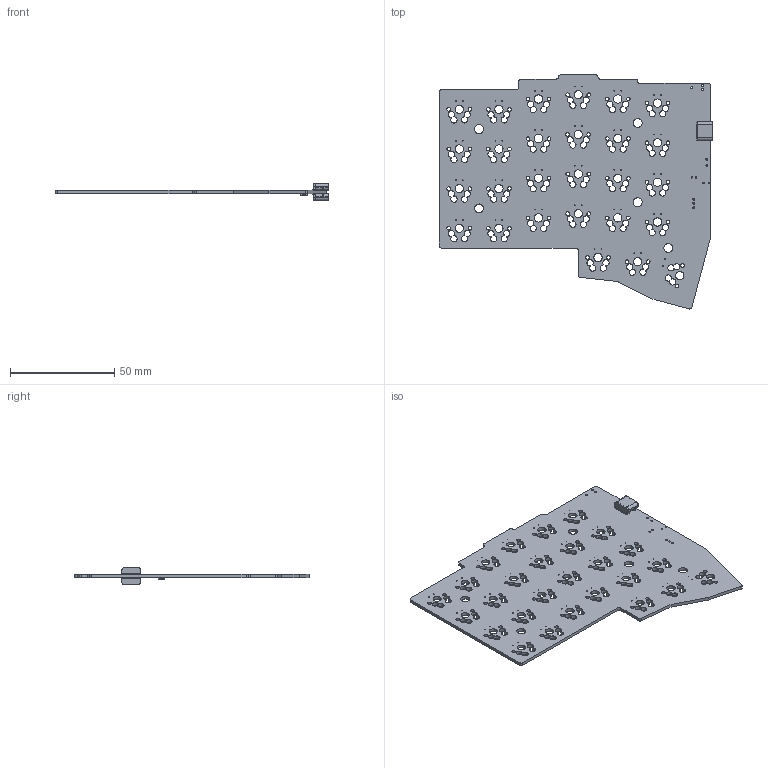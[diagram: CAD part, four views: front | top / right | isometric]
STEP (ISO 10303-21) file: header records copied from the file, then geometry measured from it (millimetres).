
FILE_DESCRIPTION(('KiCad electronic assembly'),'2;1');
FILE_NAME('Conejo.step','2022-07-10T04:15:06',('Pcbnew'),('Kicad'), 'Open CASCADE STEP processor 7.6','KiCad to STEP converter','Unknown' );
FILE_SCHEMA(('AUTOMOTIVE_DESIGN { 1 0 10303 214 1 1 1 1 }'));
Length unit declared in the file: millimetre
Products named in the file (6): Conejo 1; HRO  TYPE-C-31-M-12; SOLID; QFN-16-1EP_3x3mm_P0.5mm_EP1.8x1.8mm; Conejo PCB
Assembly tree (6 placements, depth 3):
  Conejo 1
    HRO  TYPE-C-31-M-12  x2
      SOLID
    QFN-16-1EP_3x3mm_P0.5mm_EP1.8x1.8mm
      SOLID
    Conejo PCB
Bounding box: 131.25 x 112.49 x 8.17 mm (x, y, z)
Volume: 16098.9 mm3; surface area: 24866 mm2
Topology: 4 solids, 4 shells, 797 faces, 2297 edges, 1518 vertices
Faces by surface type: cylinder 391, bspline 382, plane 24
Full cylindrical faces by diameter (mm): 0.4 x54, 0.65 x2, 0.75 x2, 0.8 x2, 0.85 x2, 0.991 x3, 1 x3, 1.75 x54, 3.988 x27, 4.3 x5
Entity records: 47373 total; most frequent: CARTESIAN_POINT 11691, DIRECTION 5127, ORIENTED_EDGE 3854, PCURVE 3854, DEFINITIONAL_REPRESENTATION 3854, B_SPLINE_CURVE_WITH_KNOTS 2086, LINE 1937, VECTOR 1937
